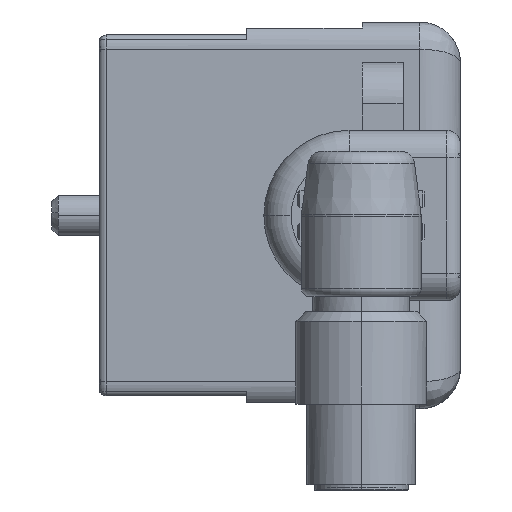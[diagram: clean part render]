
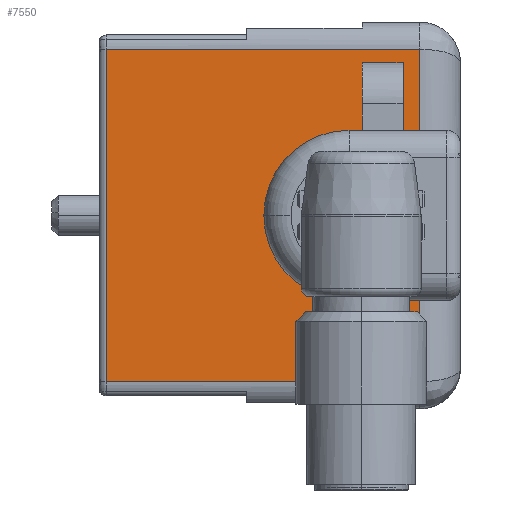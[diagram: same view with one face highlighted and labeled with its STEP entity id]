
A CAD part, front view. The second image highlights one B-rep face of the part: STEP entity #7550.
In plain terms, the highlighted planar face has unit normal (0, -1, 0).
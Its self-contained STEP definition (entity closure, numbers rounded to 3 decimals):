
#7214=AXIS2_PLACEMENT_3D('Circle Axis2P3D',#7212,#7213,$) ;
#7231=AXIS2_PLACEMENT_3D('Circle Axis2P3D',#7229,#7230,$) ;
#7436=AXIS2_PLACEMENT_3D('Plane Axis2P3D',#7433,#7434,#7435) ;
#6836=CARTESIAN_POINT('Vertex',(21.828,225.4,13.9)) ;
#6839=CARTESIAN_POINT('Line Origine',(24.414,225.4,13.9)) ;
#6843=CARTESIAN_POINT('Vertex',(27.,225.4,13.9)) ;
#7136=CARTESIAN_POINT('Vertex',(27.,225.4,26.4)) ;
#7141=CARTESIAN_POINT('Line Origine',(24.414,225.4,26.4)) ;
#7145=CARTESIAN_POINT('Vertex',(21.828,225.4,26.4)) ;
#7209=CARTESIAN_POINT('Vertex',(15.578,225.4,20.15)) ;
#7212=CARTESIAN_POINT('Axis2P3D Location',(21.828,225.4,20.15)) ;
#7229=CARTESIAN_POINT('Axis2P3D Location',(21.828,225.4,20.15)) ;
#7433=CARTESIAN_POINT('Axis2P3D Location',(30.,225.4,7.95)) ;
#7438=CARTESIAN_POINT('Line Origine',(27.,225.4,29.375)) ;
#7442=CARTESIAN_POINT('Vertex',(27.,225.4,32.35)) ;
#7445=CARTESIAN_POINT('Line Origine',(15.5,225.4,32.35)) ;
#7449=CARTESIAN_POINT('Vertex',(4.,225.4,32.35)) ;
#7452=CARTESIAN_POINT('Line Origine',(4.,225.4,20.15)) ;
#7456=CARTESIAN_POINT('Vertex',(4.,225.4,7.95)) ;
#7459=CARTESIAN_POINT('Line Origine',(15.5,225.4,7.95)) ;
#7463=CARTESIAN_POINT('Vertex',(27.,225.4,7.95)) ;
#7466=CARTESIAN_POINT('Line Origine',(27.,225.4,10.925)) ;
#7482=CARTESIAN_POINT('Line Origine',(22.8,225.4,30.356)) ;
#7486=CARTESIAN_POINT('Vertex',(22.8,225.4,31.35)) ;
#7488=CARTESIAN_POINT('Vertex',(22.8,225.4,29.363)) ;
#7491=CARTESIAN_POINT('Line Origine',(24.3,225.4,31.35)) ;
#7495=CARTESIAN_POINT('Vertex',(25.8,225.4,31.35)) ;
#7498=CARTESIAN_POINT('Line Origine',(25.8,225.4,30.356)) ;
#7502=CARTESIAN_POINT('Vertex',(25.8,225.4,29.363)) ;
#7505=CARTESIAN_POINT('Line Origine',(24.3,225.4,29.363)) ;
#7516=CARTESIAN_POINT('Line Origine',(24.3,225.4,8.95)) ;
#7520=CARTESIAN_POINT('Vertex',(25.8,225.4,8.95)) ;
#7522=CARTESIAN_POINT('Vertex',(22.8,225.4,8.95)) ;
#7525=CARTESIAN_POINT('Line Origine',(22.8,225.4,9.944)) ;
#7529=CARTESIAN_POINT('Vertex',(22.8,225.4,10.937)) ;
#7532=CARTESIAN_POINT('Line Origine',(24.3,225.4,10.937)) ;
#7536=CARTESIAN_POINT('Vertex',(25.8,225.4,10.937)) ;
#7539=CARTESIAN_POINT('Line Origine',(25.8,225.4,9.944)) ;
#6840=DIRECTION('Vector Direction',(-1.,0.,0.)) ;
#7142=DIRECTION('Vector Direction',(1.,0.,0.)) ;
#7213=DIRECTION('Axis2P3D Direction',(0.,1.,0.)) ;
#7230=DIRECTION('Axis2P3D Direction',(0.,1.,0.)) ;
#7434=DIRECTION('Axis2P3D Direction',(0.,-1.,0.)) ;
#7435=DIRECTION('Axis2P3D XDirection',(1.,0.,0.)) ;
#7439=DIRECTION('Vector Direction',(0.,0.,-1.)) ;
#7446=DIRECTION('Vector Direction',(-1.,0.,0.)) ;
#7453=DIRECTION('Vector Direction',(0.,0.,-1.)) ;
#7460=DIRECTION('Vector Direction',(1.,0.,0.)) ;
#7467=DIRECTION('Vector Direction',(0.,0.,-1.)) ;
#7483=DIRECTION('Vector Direction',(0.,0.,-1.)) ;
#7492=DIRECTION('Vector Direction',(1.,0.,0.)) ;
#7499=DIRECTION('Vector Direction',(0.,0.,-1.)) ;
#7506=DIRECTION('Vector Direction',(-1.,0.,0.)) ;
#7517=DIRECTION('Vector Direction',(-1.,0.,0.)) ;
#7526=DIRECTION('Vector Direction',(0.,0.,1.)) ;
#7533=DIRECTION('Vector Direction',(1.,0.,0.)) ;
#7540=DIRECTION('Vector Direction',(0.,0.,1.)) ;
#6841=VECTOR('Line Direction',#6840,1.) ;
#7143=VECTOR('Line Direction',#7142,1.) ;
#7440=VECTOR('Line Direction',#7439,1.) ;
#7447=VECTOR('Line Direction',#7446,1.) ;
#7454=VECTOR('Line Direction',#7453,1.) ;
#7461=VECTOR('Line Direction',#7460,1.) ;
#7468=VECTOR('Line Direction',#7467,1.) ;
#7484=VECTOR('Line Direction',#7483,1.) ;
#7493=VECTOR('Line Direction',#7492,1.) ;
#7500=VECTOR('Line Direction',#7499,1.) ;
#7507=VECTOR('Line Direction',#7506,1.) ;
#7518=VECTOR('Line Direction',#7517,1.) ;
#7527=VECTOR('Line Direction',#7526,1.) ;
#7534=VECTOR('Line Direction',#7533,1.) ;
#7541=VECTOR('Line Direction',#7540,1.) ;
#7472=ORIENTED_EDGE('',*,*,#6845,.T.) ;
#7473=ORIENTED_EDGE('',*,*,#7233,.T.) ;
#7474=ORIENTED_EDGE('',*,*,#7216,.T.) ;
#7475=ORIENTED_EDGE('',*,*,#7147,.T.) ;
#7476=ORIENTED_EDGE('',*,*,#7444,.F.) ;
#7477=ORIENTED_EDGE('',*,*,#7451,.T.) ;
#7478=ORIENTED_EDGE('',*,*,#7458,.T.) ;
#7479=ORIENTED_EDGE('',*,*,#7465,.T.) ;
#7480=ORIENTED_EDGE('',*,*,#7470,.F.) ;
#7511=ORIENTED_EDGE('',*,*,#7490,.F.) ;
#7512=ORIENTED_EDGE('',*,*,#7497,.T.) ;
#7513=ORIENTED_EDGE('',*,*,#7504,.T.) ;
#7514=ORIENTED_EDGE('',*,*,#7509,.T.) ;
#7545=ORIENTED_EDGE('',*,*,#7524,.T.) ;
#7546=ORIENTED_EDGE('',*,*,#7531,.T.) ;
#7547=ORIENTED_EDGE('',*,*,#7538,.T.) ;
#7548=ORIENTED_EDGE('',*,*,#7543,.F.) ;
#7515=FACE_BOUND('',#7510,.T.) ;
#7549=FACE_BOUND('',#7544,.T.) ;
#7550=ADVANCED_FACE('Hauptkoerper',(#7481,#7515,#7549),#7437,.T.) ;
#7215=CIRCLE('generated circle',#7214,6.25) ;
#7232=CIRCLE('generated circle',#7231,6.25) ;
#6845=EDGE_CURVE('',#6844,#6837,#6842,.T.) ;
#7147=EDGE_CURVE('',#7146,#7137,#7144,.T.) ;
#7216=EDGE_CURVE('',#7210,#7146,#7215,.T.) ;
#7233=EDGE_CURVE('',#6837,#7210,#7232,.T.) ;
#7444=EDGE_CURVE('',#7443,#7137,#7441,.T.) ;
#7451=EDGE_CURVE('',#7443,#7450,#7448,.T.) ;
#7458=EDGE_CURVE('',#7450,#7457,#7455,.T.) ;
#7465=EDGE_CURVE('',#7457,#7464,#7462,.T.) ;
#7470=EDGE_CURVE('',#6844,#7464,#7469,.T.) ;
#7490=EDGE_CURVE('',#7487,#7489,#7485,.T.) ;
#7497=EDGE_CURVE('',#7487,#7496,#7494,.T.) ;
#7504=EDGE_CURVE('',#7496,#7503,#7501,.T.) ;
#7509=EDGE_CURVE('',#7503,#7489,#7508,.T.) ;
#7524=EDGE_CURVE('',#7521,#7523,#7519,.T.) ;
#7531=EDGE_CURVE('',#7523,#7530,#7528,.T.) ;
#7538=EDGE_CURVE('',#7530,#7537,#7535,.T.) ;
#7543=EDGE_CURVE('',#7521,#7537,#7542,.T.) ;
#7471=EDGE_LOOP('',(#7472,#7473,#7474,#7475,#7476,#7477,#7478,#7479,#7480)) ;
#7510=EDGE_LOOP('',(#7511,#7512,#7513,#7514)) ;
#7544=EDGE_LOOP('',(#7545,#7546,#7547,#7548)) ;
#7481=FACE_OUTER_BOUND('',#7471,.T.) ;
#6842=LINE('Line',#6839,#6841) ;
#7144=LINE('Line',#7141,#7143) ;
#7441=LINE('Line',#7438,#7440) ;
#7448=LINE('Line',#7445,#7447) ;
#7455=LINE('Line',#7452,#7454) ;
#7462=LINE('Line',#7459,#7461) ;
#7469=LINE('Line',#7466,#7468) ;
#7485=LINE('Line',#7482,#7484) ;
#7494=LINE('Line',#7491,#7493) ;
#7501=LINE('Line',#7498,#7500) ;
#7508=LINE('Line',#7505,#7507) ;
#7519=LINE('Line',#7516,#7518) ;
#7528=LINE('Line',#7525,#7527) ;
#7535=LINE('Line',#7532,#7534) ;
#7542=LINE('Line',#7539,#7541) ;
#7437=PLANE('',#7436) ;
#6837=VERTEX_POINT('',#6836) ;
#6844=VERTEX_POINT('',#6843) ;
#7137=VERTEX_POINT('',#7136) ;
#7146=VERTEX_POINT('',#7145) ;
#7210=VERTEX_POINT('',#7209) ;
#7443=VERTEX_POINT('',#7442) ;
#7450=VERTEX_POINT('',#7449) ;
#7457=VERTEX_POINT('',#7456) ;
#7464=VERTEX_POINT('',#7463) ;
#7487=VERTEX_POINT('',#7486) ;
#7489=VERTEX_POINT('',#7488) ;
#7496=VERTEX_POINT('',#7495) ;
#7503=VERTEX_POINT('',#7502) ;
#7521=VERTEX_POINT('',#7520) ;
#7523=VERTEX_POINT('',#7522) ;
#7530=VERTEX_POINT('',#7529) ;
#7537=VERTEX_POINT('',#7536) ;
